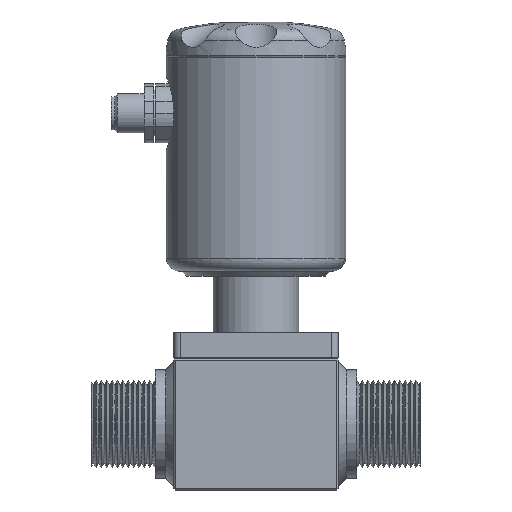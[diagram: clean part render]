
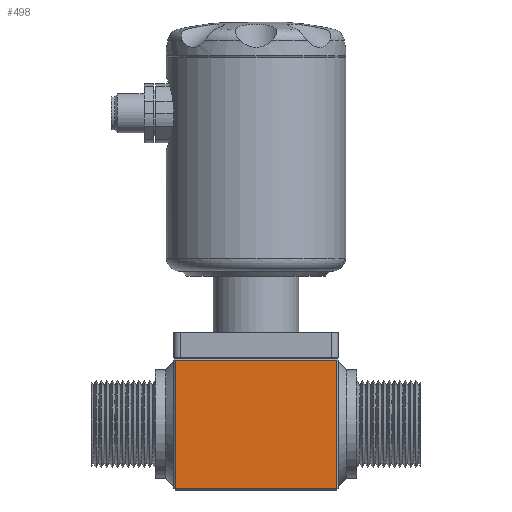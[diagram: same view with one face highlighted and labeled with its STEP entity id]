
A CAD part, left-side view. The second image highlights one B-rep face of the part: STEP entity #498.
In plain terms, the highlighted planar face has unit normal (-1, 0, 0).
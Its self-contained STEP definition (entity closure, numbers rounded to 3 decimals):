
#498 = ADVANCED_FACE( 'NONE', ( #1292 ), #1293, .F. );
#1292 = FACE_OUTER_BOUND( '', #2465, .T. );
#1293 = PLANE( '', #2466 );
#2465 = EDGE_LOOP( '', ( #3907, #3908, #3909, #3910 ) );
#2466 = AXIS2_PLACEMENT_3D( '', #3911, #3912, #3913 );
#3907 = ORIENTED_EDGE( '', *, *, #6259, .T. );
#3908 = ORIENTED_EDGE( '', *, *, #6260, .T. );
#3909 = ORIENTED_EDGE( '', *, *, #6261, .T. );
#3910 = ORIENTED_EDGE( '', *, *, #6262, .T. );
#3911 = CARTESIAN_POINT( '', ( -20., 25., -20. ) );
#3912 = DIRECTION( '', ( 1., 0., 0. ) );
#3913 = DIRECTION( '', ( 0., 0., 1. ) );
#6259 = EDGE_CURVE( 'NONE', #7413, #7414, #7415, .T. );
#6260 = EDGE_CURVE( 'NONE', #7414, #7416, #7417, .T. );
#6261 = EDGE_CURVE( 'NONE', #7416, #7418, #7419, .T. );
#6262 = EDGE_CURVE( 'NONE', #7418, #7413, #7420, .T. );
#7413 = VERTEX_POINT( 'NONE', #9152 );
#7414 = VERTEX_POINT( 'NONE', #9153 );
#7415 = LINE( '', #9154, #9155 );
#7416 = VERTEX_POINT( 'NONE', #9156 );
#7417 = LINE( '', #9157, #9158 );
#7418 = VERTEX_POINT( 'NONE', #9159 );
#7419 = LINE( '', #9160, #9161 );
#7420 = LINE( '', #9162, #9163 );
#9152 = CARTESIAN_POINT( '', ( -20., -24.5, 19.5 ) );
#9153 = CARTESIAN_POINT( '', ( -20., 24.5, 19.5 ) );
#9154 = CARTESIAN_POINT( '', ( -20., 25., 19.5 ) );
#9155 = VECTOR( '', #11147, 1000. );
#9156 = CARTESIAN_POINT( '', ( -20., 24.5, -19.5 ) );
#9157 = CARTESIAN_POINT( '', ( -20., 24.5, -20. ) );
#9158 = VECTOR( '', #11148, 1000. );
#9159 = CARTESIAN_POINT( '', ( -20., -24.5, -19.5 ) );
#9160 = CARTESIAN_POINT( '', ( -20., 25., -19.5 ) );
#9161 = VECTOR( '', #11149, 1000. );
#9162 = CARTESIAN_POINT( '', ( -20., -24.5, 20. ) );
#9163 = VECTOR( '', #11150, 1000. );
#11147 = DIRECTION( '', ( 0., 1., 0. ) );
#11148 = DIRECTION( '', ( 0., 0., -1. ) );
#11149 = DIRECTION( '', ( 0., -1., 0. ) );
#11150 = DIRECTION( '', ( 0., 0., 1. ) );
